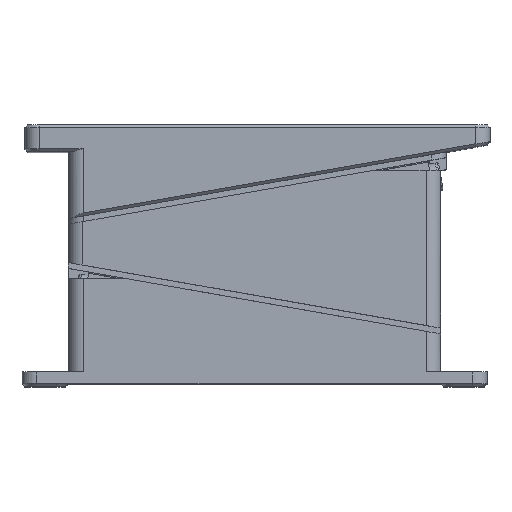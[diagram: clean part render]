
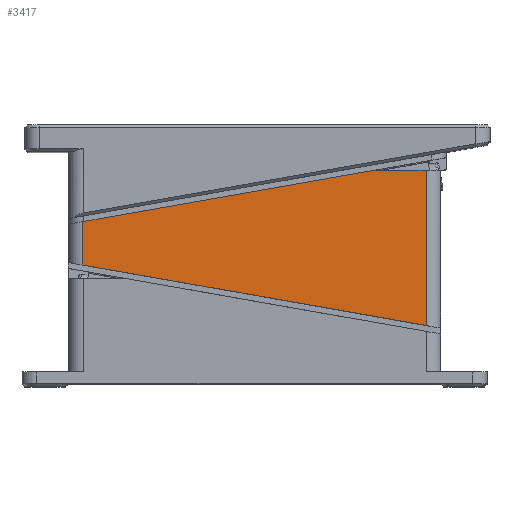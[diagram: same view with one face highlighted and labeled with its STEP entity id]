
A CAD part, top view. The second image highlights one B-rep face of the part: STEP entity #3417.
In plain terms, the highlighted planar face has unit normal (0, 0, 1).
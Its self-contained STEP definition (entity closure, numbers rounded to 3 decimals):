
#1751 = CARTESIAN_POINT ( 'NONE',  ( 29.5, 33.175, 40. ) ) ;
#1762 = VERTEX_POINT ( 'NONE', #30610 ) ;
#3417 = ADVANCED_FACE ( 'NONE', ( #37407 ), #29436, .T. ) ;
#3433 = ORIENTED_EDGE ( 'NONE', *, *, #5592, .T. ) ;
#3783 = VECTOR ( 'NONE', #46636, 1000. ) ;
#4780 = ORIENTED_EDGE ( 'NONE', *, *, #13433, .F. ) ;
#5592 = EDGE_CURVE ( 'NONE', #8168, #6926, #24335, .T. ) ;
#6926 = VERTEX_POINT ( 'NONE', #51196 ) ;
#7907 = ORIENTED_EDGE ( 'NONE', *, *, #40487, .T. ) ;
#8168 = VERTEX_POINT ( 'NONE', #11180 ) ;
#9024 = VERTEX_POINT ( 'NONE', #29426 ) ;
#11180 = CARTESIAN_POINT ( 'NONE',  ( -29.513, 16.862, 40. ) ) ;
#11430 = VERTEX_POINT ( 'NONE', #1751 ) ;
#11933 = VECTOR ( 'NONE', #44683, 1000. ) ;
#12788 = CARTESIAN_POINT ( 'NONE',  ( 29.5, 35.175, 40. ) ) ;
#13433 = EDGE_CURVE ( 'NONE', #1762, #11430, #19434, .T. ) ;
#14390 = VECTOR ( 'NONE', #15012, 1000. ) ;
#15012 = DIRECTION ( 'NONE',  ( 0., -1., 0. ) ) ;
#16579 = DIRECTION ( 'NONE',  ( 0.985, -0.174, 0. ) ) ;
#19434 = LINE ( 'NONE', #38922, #3783 ) ;
#20577 = ORIENTED_EDGE ( 'NONE', *, *, #32663, .T. ) ;
#20656 = CARTESIAN_POINT ( 'NONE',  ( -0.006, 16.787, 40. ) ) ;
#21465 = DIRECTION ( 'NONE',  ( 1., 0., 0. ) ) ;
#23332 = LINE ( 'NONE', #48029, #52302 ) ;
#24335 = LINE ( 'NONE', #36265, #39045 ) ;
#29426 = CARTESIAN_POINT ( 'NONE',  ( -29.513, 24.328, 40. ) ) ;
#29436 = PLANE ( 'NONE',  #43764 ) ;
#30610 = CARTESIAN_POINT ( 'NONE',  ( 20.657, 33.175, 40. ) ) ;
#32663 = EDGE_CURVE ( 'NONE', #1762, #9024, #23332, .T. ) ;
#34155 = CARTESIAN_POINT ( 'NONE',  ( -29.513, 16.287, 40. ) ) ;
#35263 = DIRECTION ( 'NONE',  ( -0.985, -0.174, 0. ) ) ;
#36265 = CARTESIAN_POINT ( 'NONE',  ( -0.883, 11.814, 40. ) ) ;
#37407 = FACE_OUTER_BOUND ( 'NONE', #46739, .T. ) ;
#37741 = LINE ( 'NONE', #12788, #11933 ) ;
#38922 = CARTESIAN_POINT ( 'NONE',  ( 20.657, 33.175, 40. ) ) ;
#39045 = VECTOR ( 'NONE', #16579, 1000. ) ;
#40487 = EDGE_CURVE ( 'NONE', #9024, #8168, #42938, .T. ) ;
#42938 = LINE ( 'NONE', #34155, #14390 ) ;
#43764 = AXIS2_PLACEMENT_3D ( 'NONE', #20656, #45612, #21465 ) ;
#44683 = DIRECTION ( 'NONE',  ( 0., 1., 0. ) ) ;
#45612 = DIRECTION ( 'NONE',  ( 0., 0., 1. ) ) ;
#46636 = DIRECTION ( 'NONE',  ( 1., 0., 0. ) ) ;
#46719 = EDGE_CURVE ( 'NONE', #6926, #11430, #37741, .T. ) ;
#46739 = EDGE_LOOP ( 'NONE', ( #7907, #3433, #48495, #4780, #20577 ) ) ;
#48029 = CARTESIAN_POINT ( 'NONE',  ( 40.719, 36.712, 40. ) ) ;
#48495 = ORIENTED_EDGE ( 'NONE', *, *, #46719, .T. ) ;
#51196 = CARTESIAN_POINT ( 'NONE',  ( 29.5, 6.456, 40. ) ) ;
#52302 = VECTOR ( 'NONE', #35263, 1000. ) ;
